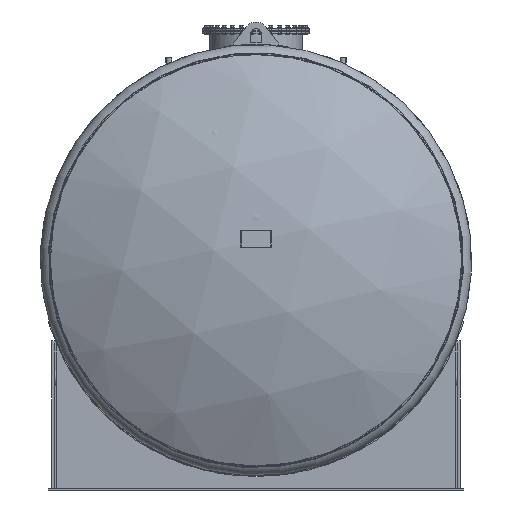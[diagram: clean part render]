
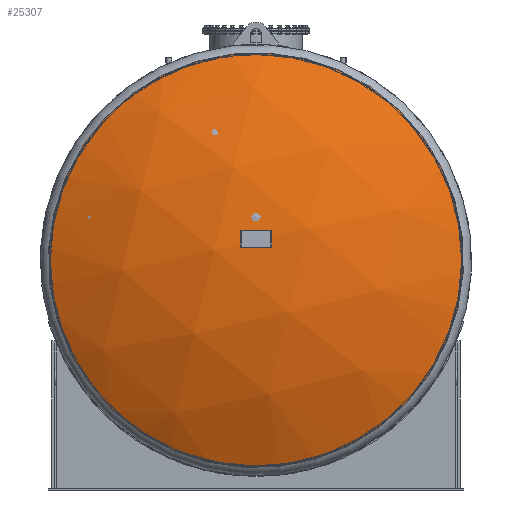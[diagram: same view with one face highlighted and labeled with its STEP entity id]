
A CAD part, front view. The second image highlights one B-rep face of the part: STEP entity #25307.
In plain terms, the highlighted spherical face has radius 2927 mm.
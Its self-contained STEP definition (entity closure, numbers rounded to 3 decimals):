
#1146=SPHERICAL_SURFACE('',#27459,2927.);
#2879=FACE_OUTER_BOUND('',#4578,.T.);
#4578=EDGE_LOOP('',(#17825));
#9471=CIRCLE('',#27457,1403.695);
#10902=VERTEX_POINT('',#39847);
#13430=EDGE_CURVE('',#10902,#10902,#9471,.T.);
#17825=ORIENTED_EDGE('',*,*,#13430,.T.);
#25307=ADVANCED_FACE('',(#2879),#1146,.T.);
#27457=AXIS2_PLACEMENT_3D('',#39848,#31369,#31370);
#27459=AXIS2_PLACEMENT_3D('',#39850,#31373,#31374);
#31369=DIRECTION('center_axis',(0.,-1.,0.));
#31370=DIRECTION('ref_axis',(0.232,0.,0.973));
#31373=DIRECTION('center_axis',(-0.973,0.,
0.232));
#31374=DIRECTION('ref_axis',(0.232,0.,0.973));
#39847=CARTESIAN_POINT('',(-1365.492,-141.25,325.259));
#39848=CARTESIAN_POINT('Origin',(0.,-141.25,
0.));
#39850=CARTESIAN_POINT('Origin',(0.,2427.207,
0.));
